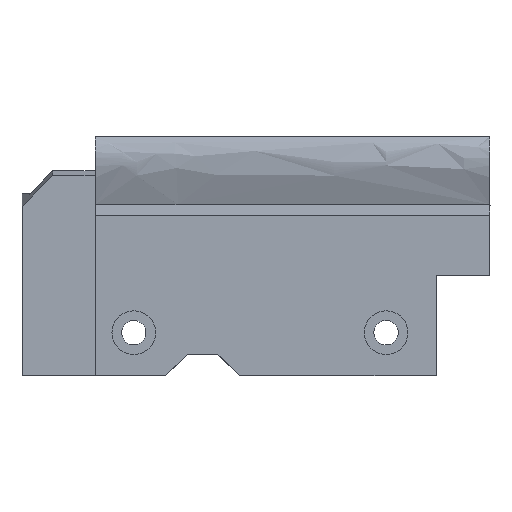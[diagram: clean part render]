
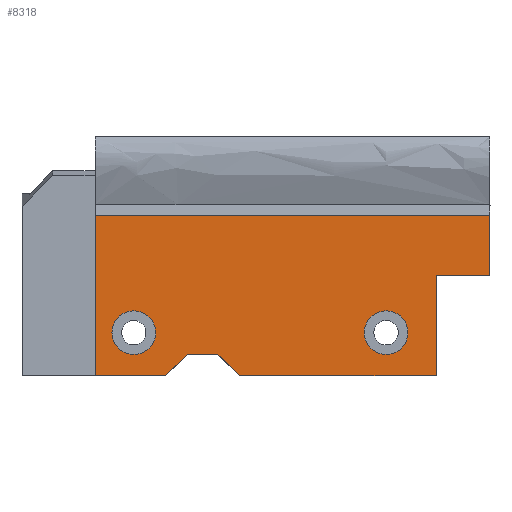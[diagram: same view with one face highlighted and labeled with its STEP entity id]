
A CAD part, left-side view. The second image highlights one B-rep face of the part: STEP entity #8318.
In plain terms, the highlighted planar face has unit normal (-1, 0, 0).
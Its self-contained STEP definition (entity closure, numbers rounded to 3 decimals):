
#698=FACE_BOUND('',#1597,.T.);
#699=FACE_BOUND('',#1598,.T.);
#790=PLANE('',#8991);
#1101=FACE_OUTER_BOUND('',#1596,.T.);
#1596=EDGE_LOOP('',(#6649,#6650,#6651,#6652,#6653,#6654,#6655,#6656,#6657,
#6658));
#1597=EDGE_LOOP('',(#6659));
#1598=EDGE_LOOP('',(#6660));
#2058=LINE('',#17460,#2525);
#2076=LINE('',#17512,#2543);
#2081=LINE('',#17525,#2548);
#2082=LINE('',#17532,#2549);
#2085=LINE('',#17541,#2552);
#2202=LINE('',#18657,#2669);
#2204=LINE('',#18661,#2671);
#2210=LINE('',#18679,#2677);
#2214=LINE('',#18689,#2681);
#2215=LINE('',#18690,#2682);
#2525=VECTOR('',#9901,10.);
#2543=VECTOR('',#9951,10.);
#2548=VECTOR('',#9962,10.);
#2549=VECTOR('',#9971,10.);
#2552=VECTOR('',#9984,10.);
#2669=VECTOR('',#10343,10.);
#2671=VECTOR('',#10347,10.);
#2677=VECTOR('',#10365,10.);
#2681=VECTOR('',#10377,10.);
#2682=VECTOR('',#10378,10.);
#3076=CIRCLE('',#8983,3.05);
#3077=CIRCLE('',#8985,3.05);
#3503=VERTEX_POINT('',#17457);
#3504=VERTEX_POINT('',#17459);
#3521=VERTEX_POINT('',#17509);
#3522=VERTEX_POINT('',#17511);
#3527=VERTEX_POINT('',#17523);
#3530=VERTEX_POINT('',#17539);
#3646=VERTEX_POINT('',#18656);
#3647=VERTEX_POINT('',#18660);
#3648=VERTEX_POINT('',#18664);
#3649=VERTEX_POINT('',#18668);
#3653=VERTEX_POINT('',#18678);
#3655=VERTEX_POINT('',#18688);
#4483=EDGE_CURVE('',#3504,#3503,#2058,.T.);
#4509=EDGE_CURVE('',#3522,#3521,#2076,.T.);
#4516=EDGE_CURVE('',#3503,#3527,#2081,.T.);
#4519=EDGE_CURVE('',#3527,#3522,#2082,.T.);
#4524=EDGE_CURVE('',#3521,#3530,#2085,.T.);
#4710=EDGE_CURVE('',#3646,#3504,#2202,.T.);
#4712=EDGE_CURVE('',#3647,#3646,#2204,.T.);
#4714=EDGE_CURVE('',#3648,#3648,#3076,.T.);
#4716=EDGE_CURVE('',#3649,#3649,#3077,.T.);
#4721=EDGE_CURVE('',#3653,#3647,#2210,.T.);
#4726=EDGE_CURVE('',#3530,#3655,#2214,.T.);
#4727=EDGE_CURVE('',#3655,#3653,#2215,.F.);
#6649=ORIENTED_EDGE('',*,*,#4509,.T.);
#6650=ORIENTED_EDGE('',*,*,#4524,.T.);
#6651=ORIENTED_EDGE('',*,*,#4726,.T.);
#6652=ORIENTED_EDGE('',*,*,#4727,.T.);
#6653=ORIENTED_EDGE('',*,*,#4721,.T.);
#6654=ORIENTED_EDGE('',*,*,#4712,.T.);
#6655=ORIENTED_EDGE('',*,*,#4710,.T.);
#6656=ORIENTED_EDGE('',*,*,#4483,.T.);
#6657=ORIENTED_EDGE('',*,*,#4516,.T.);
#6658=ORIENTED_EDGE('',*,*,#4519,.T.);
#6659=ORIENTED_EDGE('',*,*,#4716,.T.);
#6660=ORIENTED_EDGE('',*,*,#4714,.T.);
#8318=ADVANCED_FACE('',(#1101,#698,#699),#790,.T.);
#8983=AXIS2_PLACEMENT_3D('',#18665,#10351,#10352);
#8985=AXIS2_PLACEMENT_3D('',#18669,#10356,#10357);
#8991=AXIS2_PLACEMENT_3D('',#18687,#10375,#10376);
#9901=DIRECTION('',(0.,0.,1.));
#9951=DIRECTION('',(0.,-0.707,0.707));
#9962=DIRECTION('',(0.,0.707,0.707));
#9971=DIRECTION('',(0.,0.,1.));
#9984=DIRECTION('',(0.,0.,1.));
#10343=DIRECTION('',(0.,-1.,0.));
#10347=DIRECTION('',(0.,0.,-1.));
#10351=DIRECTION('center_axis',(1.,0.,0.));
#10352=DIRECTION('ref_axis',(0.,0.,
1.));
#10356=DIRECTION('center_axis',(1.,0.,0.));
#10357=DIRECTION('ref_axis',(0.,0.,
1.));
#10365=DIRECTION('',(0.,1.,0.));
#10375=DIRECTION('center_axis',(-1.,0.,0.));
#10376=DIRECTION('ref_axis',(0.,0.,1.));
#10377=DIRECTION('',(0.,1.,0.));
#10378=DIRECTION('',(0.,0.,-1.));
#17457=CARTESIAN_POINT('',(-29.999,3.101,-32.216));
#17459=CARTESIAN_POINT('',(-29.999,3.101,-42.074));
#17460=CARTESIAN_POINT('',(-29.999,3.101,-19.374));
#17509=CARTESIAN_POINT('',(-29.999,3.101,-21.933));
#17511=CARTESIAN_POINT('',(-29.999,6.101,-24.933));
#17512=CARTESIAN_POINT('',(-29.999,6.16,-24.992));
#17523=CARTESIAN_POINT('',(-29.999,6.101,-29.216));
#17525=CARTESIAN_POINT('',(-29.999,12.535,-22.782));
#17532=CARTESIAN_POINT('',(-29.999,6.101,-21.223));
#17539=CARTESIAN_POINT('',(-29.999,3.101,5.526));
#17541=CARTESIAN_POINT('',(-29.999,3.101,-19.374));
#18656=CARTESIAN_POINT('',(-29.999,25.499,-42.074));
#18657=CARTESIAN_POINT('',(-29.999,27.402,-42.074));
#18660=CARTESIAN_POINT('',(-29.999,25.499,13.026));
#18661=CARTESIAN_POINT('',(-29.999,25.499,-1.949));
#18664=CARTESIAN_POINT('',(-29.999,9.101,-4.524));
#18665=CARTESIAN_POINT('Origin',(-29.999,9.101,-1.474));
#18668=CARTESIAN_POINT('',(-29.999,9.101,-39.724));
#18669=CARTESIAN_POINT('Origin',(-29.999,9.101,-36.674));
#18678=CARTESIAN_POINT('',(-29.999,17.101,13.026));
#18679=CARTESIAN_POINT('',(-29.999,19.903,13.026));
#18687=CARTESIAN_POINT('Origin',(-29.999,19.804,-14.323));
#18688=CARTESIAN_POINT('',(-29.999,17.101,5.526));
#18689=CARTESIAN_POINT('',(-29.999,14.953,5.526));
#18690=CARTESIAN_POINT('',(-29.999,17.101,-5.501));
